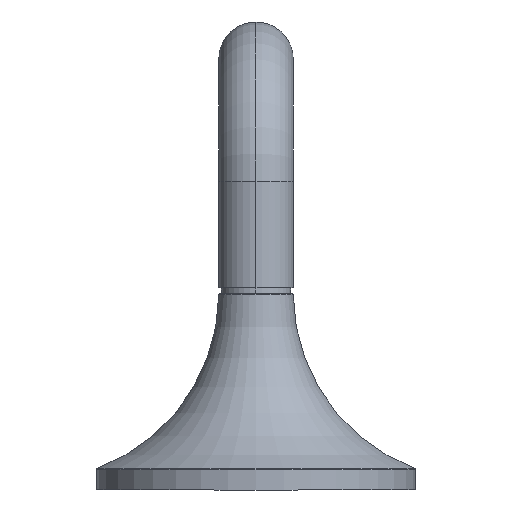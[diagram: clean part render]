
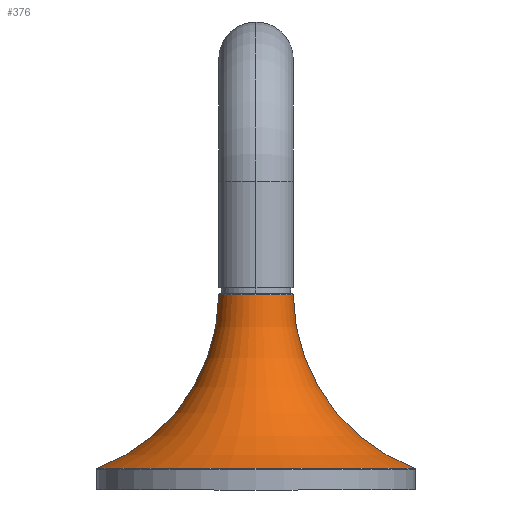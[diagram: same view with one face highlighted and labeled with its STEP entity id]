
A CAD part, left-side view. The second image highlights one B-rep face of the part: STEP entity #376.
In plain terms, the highlighted toroidal (fillet/blend) face has major radius 42.174 mm and minor radius 35.174 mm.
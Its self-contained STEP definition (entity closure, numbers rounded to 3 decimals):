
#23 = AXIS2_PLACEMENT_3D ( 'NONE', #676, #153, #416 ) ;
#44 = CARTESIAN_POINT ( 'NONE',  ( 0., 36.703, 0. ) ) ;
#98 = ORIENTED_EDGE ( 'NONE', *, *, #724, .T. ) ;
#105 = CIRCLE ( 'NONE', #713, 29.805 ) ;
#107 = EDGE_CURVE ( 'NONE', #528, #201, #533, .T. ) ;
#115 = DIRECTION ( 'NONE',  ( 0., 0., 1. ) ) ;
#131 = DIRECTION ( 'NONE',  ( 0., 0., 1. ) ) ;
#149 = DIRECTION ( 'NONE',  ( 0., 1., 0. ) ) ;
#153 = DIRECTION ( 'NONE',  ( 1., 0., 0. ) ) ;
#155 = VERTEX_POINT ( 'NONE', #541 ) ;
#178 = ORIENTED_EDGE ( 'NONE', *, *, #641, .T. ) ;
#188 = CARTESIAN_POINT ( 'NONE',  ( 0., 37., 42.174 ) ) ;
#201 = VERTEX_POINT ( 'NONE', #621 ) ;
#238 = DIRECTION ( 'NONE',  ( 0., 0., 1. ) ) ;
#244 = CARTESIAN_POINT ( 'NONE',  ( 0., 36.703, -7.001 ) ) ;
#253 = AXIS2_PLACEMENT_3D ( 'NONE', #188, #653, #131 ) ;
#302 = EDGE_CURVE ( 'NONE', #528, #340, #310, .T. ) ;
#310 = CIRCLE ( 'NONE', #797, 7.001 ) ;
#337 = CARTESIAN_POINT ( 'NONE',  ( 0., 4.072, 0. ) ) ;
#340 = VERTEX_POINT ( 'NONE', #244 ) ;
#371 = CARTESIAN_POINT ( 'NONE',  ( 0., 37., 0. ) ) ;
#376 = ADVANCED_FACE ( 'NONE', ( #703 ), #698, .F. ) ;
#377 = DIRECTION ( 'NONE',  ( 0., -1., 0. ) ) ;
#381 = CIRCLE ( 'NONE', #23, 35.174 ) ;
#416 = DIRECTION ( 'NONE',  ( 0., 0., -1. ) ) ;
#525 = CARTESIAN_POINT ( 'NONE',  ( 0., 36.703, 7.001 ) ) ;
#528 = VERTEX_POINT ( 'NONE', #525 ) ;
#533 = CIRCLE ( 'NONE', #253, 35.174 ) ;
#541 = CARTESIAN_POINT ( 'NONE',  ( 0., 4.072, -29.805 ) ) ;
#606 = DIRECTION ( 'NONE',  ( 0., 0., 1. ) ) ;
#621 = CARTESIAN_POINT ( 'NONE',  ( 0., 4.072, 29.805 ) ) ;
#641 = EDGE_CURVE ( 'NONE', #340, #155, #381, .T. ) ;
#653 = DIRECTION ( 'NONE',  ( -1., 0., 0. ) ) ;
#676 = CARTESIAN_POINT ( 'NONE',  ( 0., 37., -42.174 ) ) ;
#698 = TOROIDAL_SURFACE ( 'NONE', #725, 42.174, 35.174 ) ;
#703 = FACE_OUTER_BOUND ( 'NONE', #710, .T. ) ;
#710 = EDGE_LOOP ( 'NONE', ( #818, #178, #98, #769 ) ) ;
#713 = AXIS2_PLACEMENT_3D ( 'NONE', #337, #149, #606 ) ;
#724 = EDGE_CURVE ( 'NONE', #155, #201, #105, .T. ) ;
#725 = AXIS2_PLACEMENT_3D ( 'NONE', #371, #775, #238 ) ;
#769 = ORIENTED_EDGE ( 'NONE', *, *, #107, .F. ) ;
#775 = DIRECTION ( 'NONE',  ( 0., 1., 0. ) ) ;
#797 = AXIS2_PLACEMENT_3D ( 'NONE', #44, #377, #115 ) ;
#818 = ORIENTED_EDGE ( 'NONE', *, *, #302, .T. ) ;
